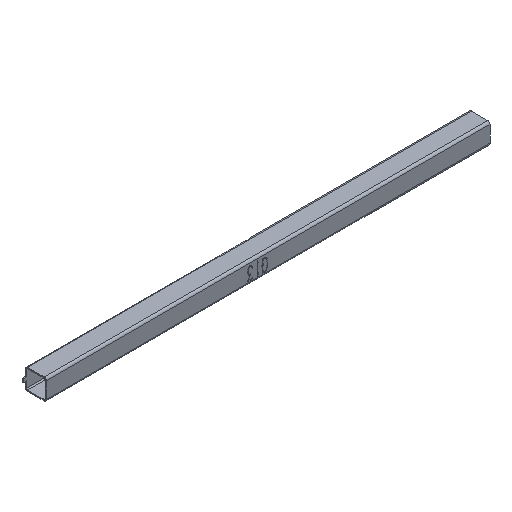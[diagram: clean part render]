
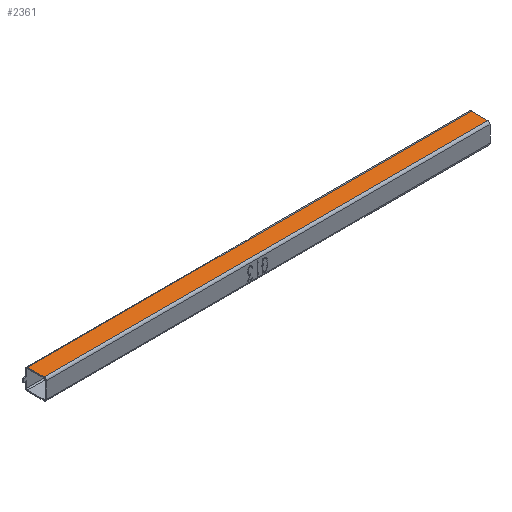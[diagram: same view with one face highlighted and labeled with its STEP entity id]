
A CAD part, isometric view. The second image highlights one B-rep face of the part: STEP entity #2361.
In plain terms, the highlighted planar face has unit normal (0, 0, 1).
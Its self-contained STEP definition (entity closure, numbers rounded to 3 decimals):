
#38 = EDGE_CURVE ( 'NONE', #1181, #4831, #2845, .T. ) ;
#206 = AXIS2_PLACEMENT_3D ( 'NONE', #3182, #301, #3863 ) ;
#301 = DIRECTION ( 'NONE',  ( 0., 0., -1. ) ) ;
#306 = LINE ( 'NONE', #2057, #5183 ) ;
#601 = EDGE_CURVE ( 'NONE', #4831, #1695, #4083, .T. ) ;
#1125 = VERTEX_POINT ( 'NONE', #3937 ) ;
#1181 = VERTEX_POINT ( 'NONE', #5200 ) ;
#1330 = EDGE_CURVE ( 'NONE', #1695, #1125, #4415, .T. ) ;
#1425 = EDGE_CURVE ( 'NONE', #1125, #1181, #306, .T. ) ;
#1522 = VECTOR ( 'NONE', #3200, 1000. ) ;
#1695 = VERTEX_POINT ( 'NONE', #2669 ) ;
#1729 = CARTESIAN_POINT ( 'NONE',  ( 10., -23.6, 30. ) ) ;
#1947 = ORIENTED_EDGE ( 'NONE', *, *, #1330, .F. ) ;
#2057 = CARTESIAN_POINT ( 'NONE',  ( 1290., -23.6, 30. ) ) ;
#2361 = ADVANCED_FACE ( 'NONE', ( #4303 ), #3556, .F. ) ;
#2375 = CARTESIAN_POINT ( 'NONE',  ( 1320., 23.6, 30. ) ) ;
#2669 = CARTESIAN_POINT ( 'NONE',  ( 10., 23.6, 30. ) ) ;
#2845 = LINE ( 'NONE', #4887, #4518 ) ;
#2877 = VECTOR ( 'NONE', #3307, 1000. ) ;
#3182 = CARTESIAN_POINT ( 'NONE',  ( 1320., -23.6, 30. ) ) ;
#3200 = DIRECTION ( 'NONE',  ( 1., 0., 0. ) ) ;
#3215 = DIRECTION ( 'NONE',  ( 0., -1., 0. ) ) ;
#3307 = DIRECTION ( 'NONE',  ( 0., 1., 0. ) ) ;
#3556 = PLANE ( 'NONE',  #206 ) ;
#3698 = ORIENTED_EDGE ( 'NONE', *, *, #1425, .F. ) ;
#3863 = DIRECTION ( 'NONE',  ( 0., 1., 0. ) ) ;
#3878 = CARTESIAN_POINT ( 'NONE',  ( 10., -23.6, 30. ) ) ;
#3937 = CARTESIAN_POINT ( 'NONE',  ( 1290., 23.6, 30. ) ) ;
#4083 = LINE ( 'NONE', #1729, #2877 ) ;
#4303 = FACE_OUTER_BOUND ( 'NONE', #4904, .T. ) ;
#4345 = ORIENTED_EDGE ( 'NONE', *, *, #38, .F. ) ;
#4415 = LINE ( 'NONE', #2375, #1522 ) ;
#4518 = VECTOR ( 'NONE', #4631, 1000. ) ;
#4631 = DIRECTION ( 'NONE',  ( -1., 0., 0. ) ) ;
#4831 = VERTEX_POINT ( 'NONE', #3878 ) ;
#4887 = CARTESIAN_POINT ( 'NONE',  ( 1320., -23.6, 30. ) ) ;
#4904 = EDGE_LOOP ( 'NONE', ( #4345, #3698, #1947, #4990 ) ) ;
#4990 = ORIENTED_EDGE ( 'NONE', *, *, #601, .F. ) ;
#5183 = VECTOR ( 'NONE', #3215, 1000. ) ;
#5200 = CARTESIAN_POINT ( 'NONE',  ( 1290., -23.6, 30. ) ) ;
